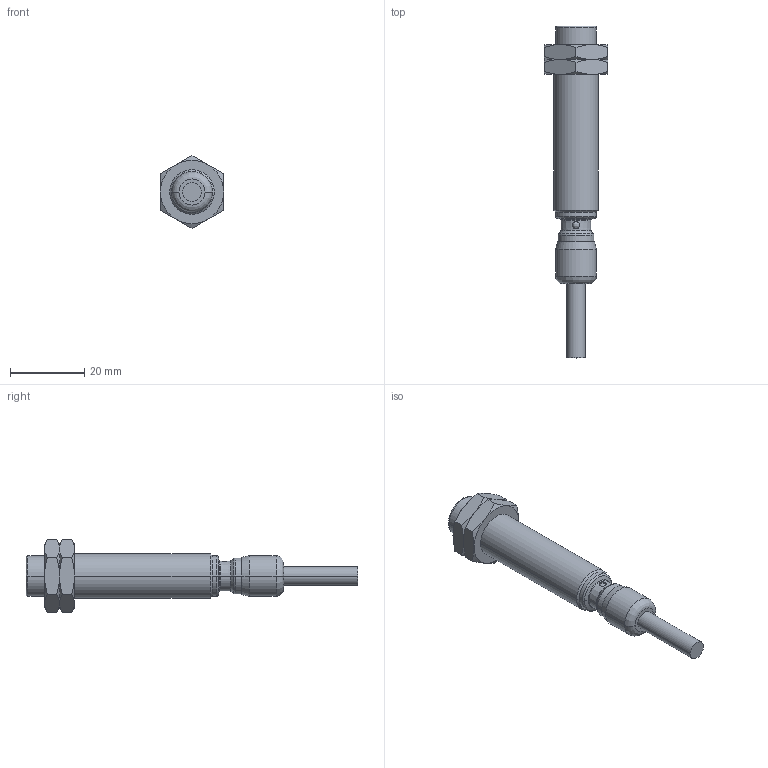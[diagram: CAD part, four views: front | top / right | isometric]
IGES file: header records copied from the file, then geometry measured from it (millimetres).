
Start section:  PTC IGES file: dw-ld-713-m12.igs
Global section: file name: dw-ld-713-m12.igs; native system:  by Parametric Technology Corporation; preprocessor: 2010230; organization: Unknown; date: 20110316.092147; units: millimetre
Bounding box: 17 x 89.2 x 19.63 mm (x, y, z)
Volume: 8578.3 mm3; surface area: 3471.1 mm2
Topology: 1 solids, 1 shells, 84 faces, 170 edges, 94 vertices
Faces by surface type: revolution 65, bspline 19
